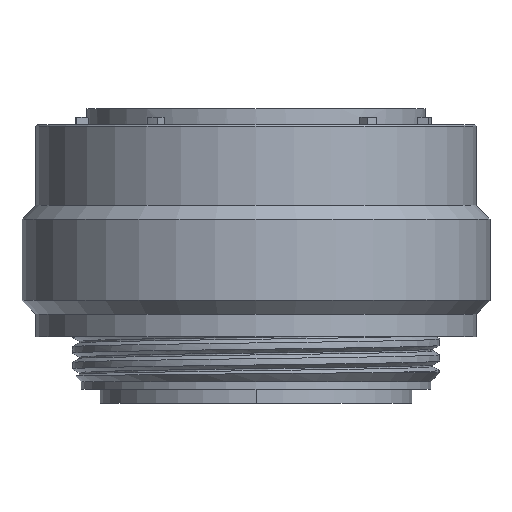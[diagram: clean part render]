
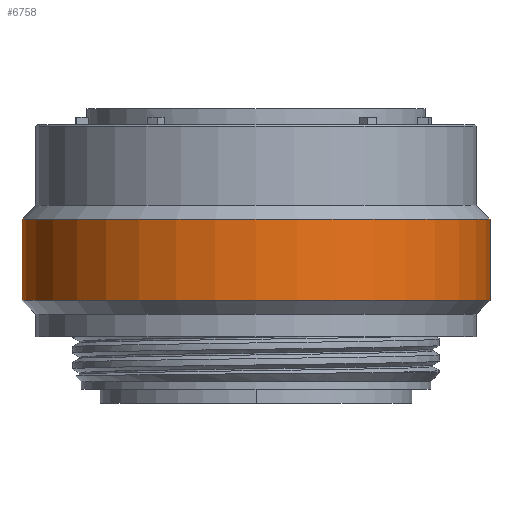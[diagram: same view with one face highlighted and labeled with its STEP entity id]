
A CAD part, front view. The second image highlights one B-rep face of the part: STEP entity #6758.
In plain terms, the highlighted cylindrical face has radius 21 mm (diameter 42 mm), a partial arc.
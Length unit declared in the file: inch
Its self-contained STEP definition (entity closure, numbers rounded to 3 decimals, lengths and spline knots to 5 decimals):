
#1224=DIRECTION('',(0.,0.,-1.));
#1225=VECTOR('',#1224,0.2874);
#1226=CARTESIAN_POINT('',(0.82677,0.,0.06299));
#1227=LINE('',#1226,#1225);
#1228=DIRECTION('',(0.,0.,-1.));
#1229=VECTOR('',#1228,0.2874);
#1230=CARTESIAN_POINT('',(-0.82677,0.,0.06299));
#1231=LINE('',#1230,#1229);
#1232=CARTESIAN_POINT('',(0.,0.,0.06299));
#1233=DIRECTION('',(0.,0.,-1.));
#1234=DIRECTION('',(1.,0.,0.));
#1235=AXIS2_PLACEMENT_3D('',#1232,#1233,#1234);
#1255=CARTESIAN_POINT('',(0.,0.,-0.22441));
#1256=DIRECTION('',(0.,0.,-1.));
#1257=DIRECTION('',(1.,0.,0.));
#1258=AXIS2_PLACEMENT_3D('',#1255,#1256,#1257);
#4242=CARTESIAN_POINT('',(0.82677,0.,0.06299));
#4244=VERTEX_POINT('',#4242);
#4245=CARTESIAN_POINT('',(0.82677,0.,-0.22441));
#4246=VERTEX_POINT('',#4245);
#4248=CARTESIAN_POINT('',(-0.82677,0.,0.06299));
#4250=VERTEX_POINT('',#4248);
#4251=CARTESIAN_POINT('',(-0.82677,0.,-0.22441));
#4252=VERTEX_POINT('',#4251);
#6744=CARTESIAN_POINT('',(0.,0.,-0.39327));
#6745=DIRECTION('',(0.,0.,1.));
#6746=DIRECTION('',(-1.,0.,0.));
#6747=AXIS2_PLACEMENT_3D('',#6744,#6745,#6746);
#6748=CYLINDRICAL_SURFACE('',#6747,0.82677);
#6750=ORIENTED_EDGE('',*,*,#6749,.T.);
#6752=ORIENTED_EDGE('',*,*,#6751,.T.);
#6754=ORIENTED_EDGE('',*,*,#6753,.F.);
#6755=ORIENTED_EDGE('',*,*,#6737,.F.);
#6756=EDGE_LOOP('',(#6750,#6752,#6754,#6755));
#6757=FACE_OUTER_BOUND('',#6756,.F.);
#6758=ADVANCED_FACE('',(#6757),#6748,.T.);
#1236=CIRCLE('',#1235,0.82677);
#1259=CIRCLE('',#1258,0.82677);
#6737=EDGE_CURVE('',#4244,#4250,#1236,.T.);
#6749=EDGE_CURVE('',#4244,#4246,#1227,.T.);
#6751=EDGE_CURVE('',#4246,#4252,#1259,.T.);
#6753=EDGE_CURVE('',#4250,#4252,#1231,.T.);
